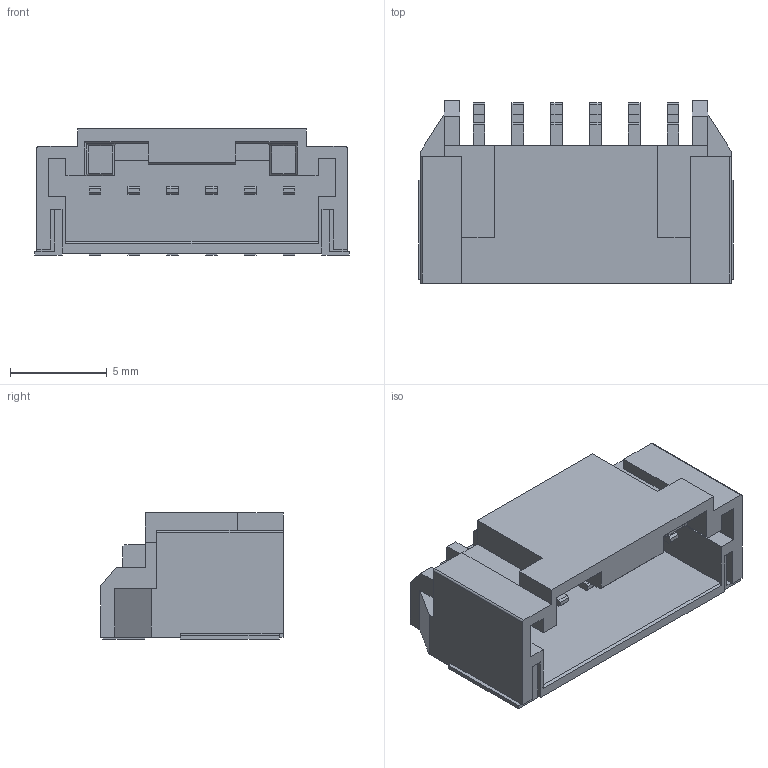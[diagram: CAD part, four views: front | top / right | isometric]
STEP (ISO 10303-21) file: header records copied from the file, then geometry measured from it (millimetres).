
FILE_DESCRIPTION (( 'STEP AP214' ), '1' );
FILE_NAME ('CONN-TH_5023520600.step', '2022-08-03T17:20:30', ( '' ), ( '' ), 'SwSTEP 2.0', 'SolidWorks 2020', '' );
FILE_SCHEMA (( 'AUTOMOTIVE_DESIGN' ));
Length unit declared in the file: millimetre
Products named in the file (1): CONN-TH_5023520600
Bounding box: 16.2 x 9.4 x 6.5 mm (x, y, z)
Volume: 319.2 mm3; surface area: 1085.3 mm2
Topology: 14 solids, 14 shells, 534 faces, 1441 edges, 954 vertices
Faces by surface type: plane 418, bspline 114, cylinder 2
Entity records: 22108 total; most frequent: CARTESIAN_POINT 5292, ORIENTED_EDGE 2882, DIRECTION 2055, EDGE_CURVE 1441, VECTOR 1205, LINE 1205, VERTEX_POINT 954, EDGE_LOOP 567
